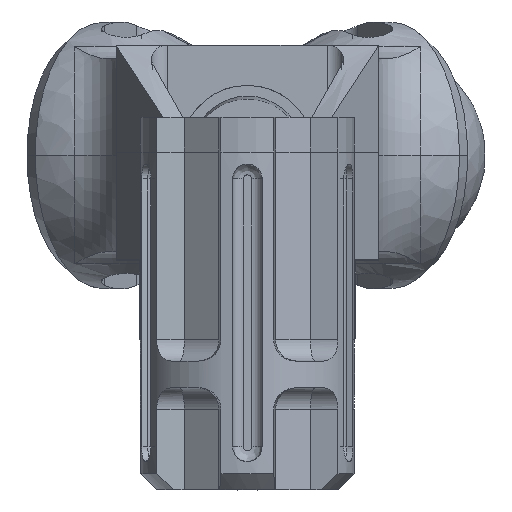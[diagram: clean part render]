
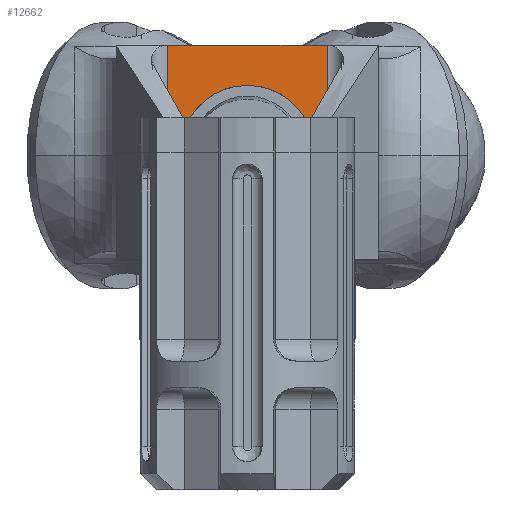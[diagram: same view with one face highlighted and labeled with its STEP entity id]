
A CAD part, top view. The second image highlights one B-rep face of the part: STEP entity #12662.
In plain terms, the highlighted face is planar.
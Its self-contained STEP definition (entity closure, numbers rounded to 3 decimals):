
#460=PLANE('',#13840);
#1295=LINE('',#21341,#2417);
#1297=LINE('',#21351,#2419);
#1322=LINE('',#21431,#2444);
#1324=LINE('',#21435,#2446);
#1336=LINE('',#21488,#2458);
#2417=VECTOR('',#16509,10.);
#2419=VECTOR('',#16515,10.);
#2444=VECTOR('',#16572,10.);
#2446=VECTOR('',#16574,10.);
#2458=VECTOR('',#16608,10.);
#3607=FACE_OUTER_BOUND('',#4359,.T.);
#4359=EDGE_LOOP('',(#10731,#10732,#10733,#10734,#10735,#10736));
#5151=CIRCLE('',#13841,12.5);
#6073=VERTEX_POINT('',#21322);
#6075=VERTEX_POINT('',#21326);
#6077=VERTEX_POINT('',#21350);
#6116=VERTEX_POINT('',#21430);
#6117=VERTEX_POINT('',#21432);
#6118=VERTEX_POINT('',#21434);
#7699=EDGE_CURVE('',#6075,#6073,#1295,.T.);
#7702=EDGE_CURVE('',#6077,#6075,#1297,.T.);
#7742=EDGE_CURVE('',#6116,#6073,#1322,.F.);
#7744=EDGE_CURVE('',#6118,#6117,#1324,.F.);
#7768=EDGE_CURVE('',#6118,#6077,#1336,.T.);
#7769=EDGE_CURVE('',#6116,#6117,#5151,.T.);
#10731=ORIENTED_EDGE('',*,*,#7699,.F.);
#10732=ORIENTED_EDGE('',*,*,#7702,.F.);
#10733=ORIENTED_EDGE('',*,*,#7768,.F.);
#10734=ORIENTED_EDGE('',*,*,#7744,.T.);
#10735=ORIENTED_EDGE('',*,*,#7769,.F.);
#10736=ORIENTED_EDGE('',*,*,#7742,.T.);
#12662=ADVANCED_FACE('',(#3607),#460,.T.);
#13840=AXIS2_PLACEMENT_3D('',#21487,#16606,#16607);
#13841=AXIS2_PLACEMENT_3D('',#21489,#16609,#16610);
#16509=DIRECTION('',(0.,-1.,0.));
#16515=DIRECTION('',(-1.,0.,0.));
#16572=DIRECTION('',(1.,0.,0.));
#16574=DIRECTION('',(1.,0.,0.));
#16606=DIRECTION('center_axis',(0.,0.,-1.));
#16607=DIRECTION('ref_axis',(-1.,0.,0.));
#16608=DIRECTION('',(0.,1.,0.));
#16609=DIRECTION('center_axis',(0.,0.,-1.));
#16610=DIRECTION('ref_axis',(-1.,0.,0.));
#21322=CARTESIAN_POINT('',(-14.902,15.5,-60.));
#21326=CARTESIAN_POINT('',(-14.902,29.,-60.));
#21341=CARTESIAN_POINT('',(-14.902,16.75,-60.));
#21350=CARTESIAN_POINT('',(14.902,29.,-60.));
#21351=CARTESIAN_POINT('',(-12.25,29.,-60.));
#21430=CARTESIAN_POINT('',(-10.677,15.5,-60.));
#21431=CARTESIAN_POINT('',(0.,15.5,-60.));
#21432=CARTESIAN_POINT('',(10.677,15.5,-60.));
#21434=CARTESIAN_POINT('',(14.902,15.5,-60.));
#21435=CARTESIAN_POINT('',(0.,15.5,-60.));
#21487=CARTESIAN_POINT('Origin',(0.,19.,-60.));
#21488=CARTESIAN_POINT('',(14.902,16.75,-60.));
#21489=CARTESIAN_POINT('Origin',(0.,9.,-60.));
